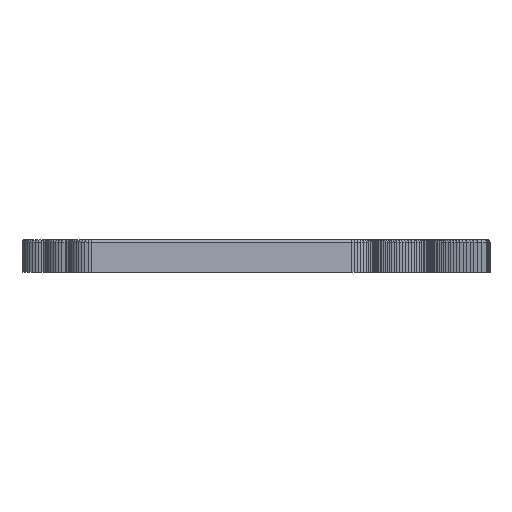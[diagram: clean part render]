
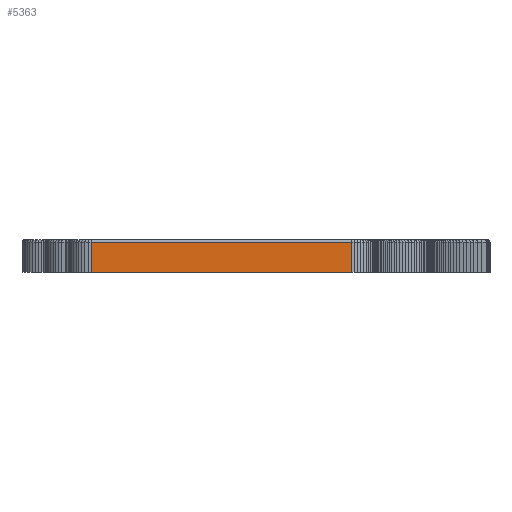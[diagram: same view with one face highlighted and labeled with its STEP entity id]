
A CAD part, left-side view. The second image highlights one B-rep face of the part: STEP entity #5363.
In plain terms, the highlighted planar face has unit normal (-1, 0, 0).
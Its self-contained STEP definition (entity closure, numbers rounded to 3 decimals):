
#549 = DIRECTION ( 'NONE',  ( 0., 1., 0. ) ) ;
#1122 = VERTEX_POINT ( 'NONE', #14304 ) ;
#1320 = CARTESIAN_POINT ( 'NONE',  ( -3., -11.893, -7. ) ) ;
#1379 = DIRECTION ( 'NONE',  ( 0., -1., 0. ) ) ;
#1715 = VERTEX_POINT ( 'NONE', #10325 ) ;
#2388 = EDGE_LOOP ( 'NONE', ( #13123, #13856, #9772, #7410 ) ) ;
#2562 = VECTOR ( 'NONE', #11821, 1000. ) ;
#2608 = VERTEX_POINT ( 'NONE', #14456 ) ;
#2649 = AXIS2_PLACEMENT_3D ( 'NONE', #7422, #12157, #549 ) ;
#2896 = DIRECTION ( 'NONE',  ( 0., 1., 0. ) ) ;
#3357 = CARTESIAN_POINT ( 'NONE',  ( -3., -11.893, -7. ) ) ;
#3938 = FACE_OUTER_BOUND ( 'NONE', #2388, .T. ) ;
#3960 = CARTESIAN_POINT ( 'NONE',  ( -3., -68.107, -0.5 ) ) ;
#4734 = LINE ( 'NONE', #12863, #2562 ) ;
#5257 = VECTOR ( 'NONE', #7876, 1000. ) ;
#5363 = ADVANCED_FACE ( 'NONE', ( #3938 ), #14366, .F. ) ;
#6944 = EDGE_CURVE ( 'NONE', #12175, #1122, #14083, .T. ) ;
#7410 = ORIENTED_EDGE ( 'NONE', *, *, #6944, .T. ) ;
#7422 = CARTESIAN_POINT ( 'NONE',  ( -3., -68.107, -5. ) ) ;
#7876 = DIRECTION ( 'NONE',  ( 0., 0., 1. ) ) ;
#8530 = VECTOR ( 'NONE', #2896, 1000. ) ;
#8912 = EDGE_CURVE ( 'NONE', #2608, #1715, #12658, .T. ) ;
#9401 = LINE ( 'NONE', #11334, #5257 ) ;
#9566 = EDGE_CURVE ( 'NONE', #1122, #2608, #9401, .T. ) ;
#9772 = ORIENTED_EDGE ( 'NONE', *, *, #10458, .F. ) ;
#9830 = VECTOR ( 'NONE', #1379, 1000. ) ;
#10325 = CARTESIAN_POINT ( 'NONE',  ( -3., -11.893, -0.5 ) ) ;
#10458 = EDGE_CURVE ( 'NONE', #12175, #1715, #4734, .T. ) ;
#11334 = CARTESIAN_POINT ( 'NONE',  ( -3., -68.107, -5. ) ) ;
#11821 = DIRECTION ( 'NONE',  ( 0., 0., 1. ) ) ;
#12157 = DIRECTION ( 'NONE',  ( 1., 0., 0. ) ) ;
#12175 = VERTEX_POINT ( 'NONE', #3357 ) ;
#12658 = LINE ( 'NONE', #3960, #8530 ) ;
#12863 = CARTESIAN_POINT ( 'NONE',  ( -3., -11.893, -5. ) ) ;
#13123 = ORIENTED_EDGE ( 'NONE', *, *, #9566, .T. ) ;
#13856 = ORIENTED_EDGE ( 'NONE', *, *, #8912, .T. ) ;
#14083 = LINE ( 'NONE', #1320, #9830 ) ;
#14304 = CARTESIAN_POINT ( 'NONE',  ( -3., -68.107, -7. ) ) ;
#14366 = PLANE ( 'NONE',  #2649 ) ;
#14456 = CARTESIAN_POINT ( 'NONE',  ( -3., -68.107, -0.5 ) ) ;
